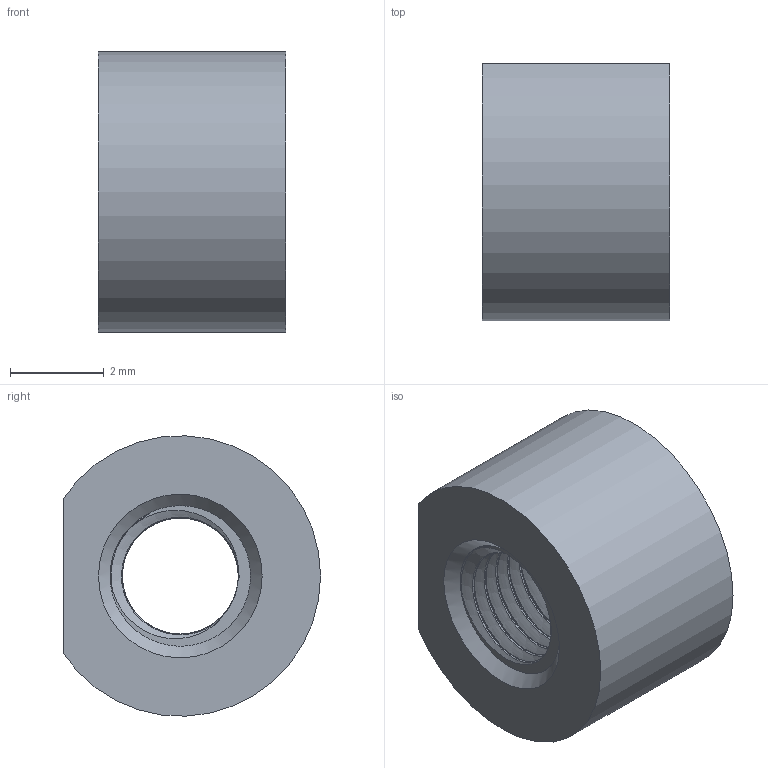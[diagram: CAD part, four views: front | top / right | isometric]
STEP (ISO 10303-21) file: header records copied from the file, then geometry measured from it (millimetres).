
FILE_DESCRIPTION(/* description */ (''),/* implementation_level */ '2;1');
FILE_NAME(/* name */ 'translationalstages_precisionnut_mk1.stp',/* time_stamp */ '2022-12-10T13:45:06+01:00',/* author */ ('Rik Ubaghs'),/* organization */ (''),/* preprocessor_version */ 'ST-DEVELOPER v18.1',/* originating_system */ 'Autodesk Inventor 2021',/* authorisation */ '');
FILE_SCHEMA (('AUTOMOTIVE_DESIGN { 1 0 10303 214 3 1 1 }'));
Length unit declared in the file: millimetre
Products named in the file (1): TranslationalStages_PrecisionNut_mk1
Bounding box: 4 x 5.5 x 6 mm (x, y, z)
Volume: 83.7 mm3; surface area: 175 mm2
Topology: 1 solids, 1 shells, 25 faces, 63 edges, 42 vertices
Faces by surface type: cylinder 12, bspline 6, plane 5, cone 2
Full cylindrical faces by diameter (mm): 2.481 x9
Entity records: 12257 total; most frequent: CARTESIAN_POINT 11665, ORIENTED_EDGE 126, DIRECTION 72, EDGE_CURVE 63, VERTEX_POINT 42, B_SPLINE_CURVE_WITH_KNOTS 39, EDGE_LOOP 29, AXIS2_PLACEMENT_3D 28
